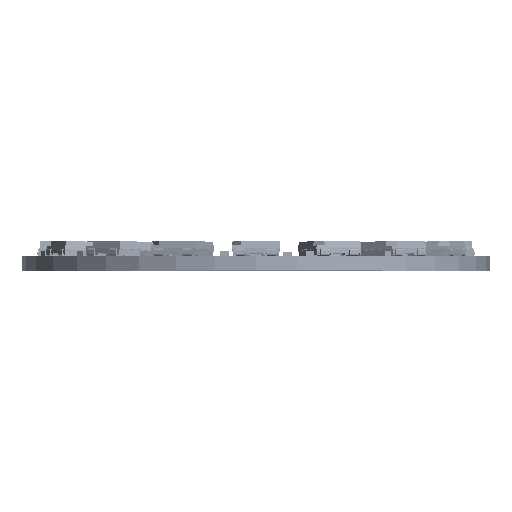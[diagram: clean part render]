
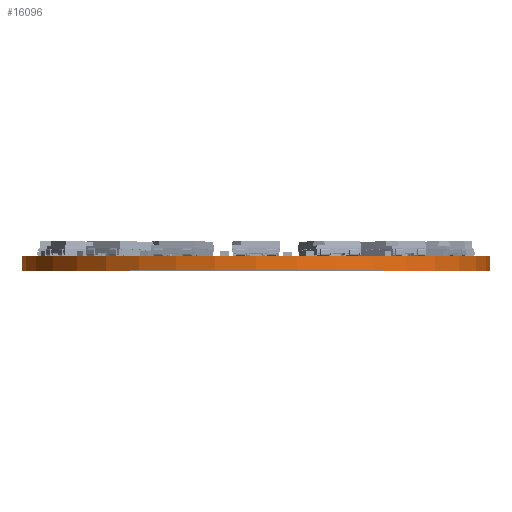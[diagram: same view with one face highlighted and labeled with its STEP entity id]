
A CAD part, top view. The second image highlights one B-rep face of the part: STEP entity #16096.
In plain terms, the highlighted cylindrical face has radius 24 mm (diameter 48 mm), a full revolution.
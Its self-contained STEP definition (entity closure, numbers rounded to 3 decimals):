
#1441=CIRCLE('',#16881,24.);
#1492=CIRCLE('',#17075,24.);
#1579=CYLINDRICAL_SURFACE('',#17074,24.);
#2469=FACE_OUTER_BOUND('',#3433,.T.);
#3433=EDGE_LOOP('',(#14668,#14669,#14670,#14671));
#4892=LINE('',#35479,#6348);
#6348=VECTOR('',#20421,24.);
#7349=VERTEX_POINT('',#31945);
#7834=VERTEX_POINT('',#35478);
#9389=EDGE_CURVE('',#7349,#7349,#1441,.T.);
#10116=EDGE_CURVE('',#7349,#7834,#4892,.T.);
#10117=EDGE_CURVE('',#7834,#7834,#1492,.T.);
#14668=ORIENTED_EDGE('',*,*,#9389,.F.);
#14669=ORIENTED_EDGE('',*,*,#10116,.T.);
#14670=ORIENTED_EDGE('',*,*,#10117,.F.);
#14671=ORIENTED_EDGE('',*,*,#10116,.F.);
#16096=ADVANCED_FACE('',(#2469),#1579,.T.);
#16881=AXIS2_PLACEMENT_3D('',#31946,#19599,#19600);
#17074=AXIS2_PLACEMENT_3D('',#35477,#20419,#20420);
#17075=AXIS2_PLACEMENT_3D('',#35480,#20422,#20423);
#19599=DIRECTION('center_axis',(0.,-1.,0.));
#19600=DIRECTION('ref_axis',(1.,0.,0.));
#20419=DIRECTION('center_axis',(0.,-1.,0.));
#20420=DIRECTION('ref_axis',(1.,0.,0.));
#20421=DIRECTION('',(0.,1.,0.));
#20422=DIRECTION('center_axis',(0.,1.,0.));
#20423=DIRECTION('ref_axis',(1.,0.,0.));
#31945=CARTESIAN_POINT('',(-24.,-1.5,0.));
#31946=CARTESIAN_POINT('Origin',(0.,-1.5,0.));
#35477=CARTESIAN_POINT('Origin',(0.,0.,0.));
#35478=CARTESIAN_POINT('',(-24.,0.,0.));
#35479=CARTESIAN_POINT('',(-24.,0.,0.));
#35480=CARTESIAN_POINT('Origin',(0.,0.,0.));
